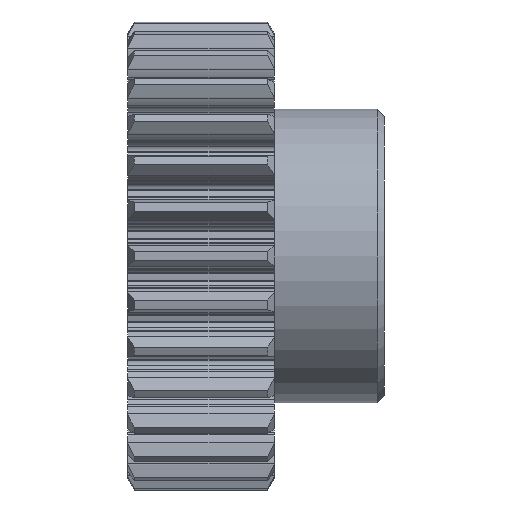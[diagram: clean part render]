
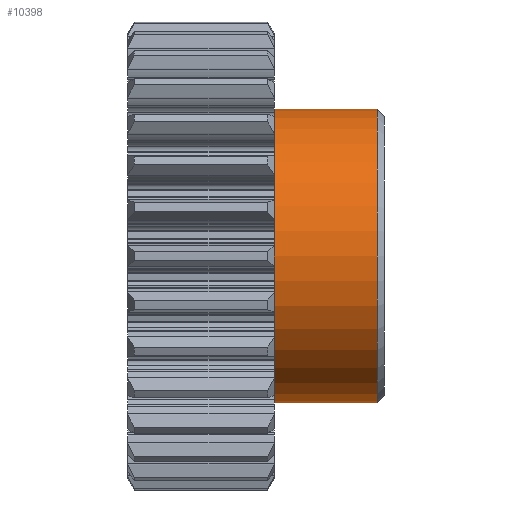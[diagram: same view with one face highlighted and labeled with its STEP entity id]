
A CAD part, front view. The second image highlights one B-rep face of the part: STEP entity #10398.
In plain terms, the highlighted cylindrical face has radius 20 mm (diameter 40 mm), a partial arc.
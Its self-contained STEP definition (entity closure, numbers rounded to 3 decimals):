
#6480=CARTESIAN_POINT('',(20.,0.,20.));
#6481=VERTEX_POINT('',#6480);
#6482=CARTESIAN_POINT('',(20.,-0.,-20.));
#6483=VERTEX_POINT('',#6482);
#6484=CARTESIAN_POINT('',(20.,0.,0.));
#6485=DIRECTION('',(1.,0.,0.));
#6486=DIRECTION('',(0.,0.,-1.));
#6487=AXIS2_PLACEMENT_3D('',#6484,#6485,#6486);
#6488=CIRCLE('',#6487,20.);
#6489=EDGE_CURVE('',#6481,#6483,#6488,.T.);
#10367=CARTESIAN_POINT('',(35.,0.,0.));
#10368=DIRECTION('',(1.,0.,0.));
#10369=DIRECTION('',(0.,0.,-1.));
#10370=AXIS2_PLACEMENT_3D('',#10367,#10368,#10369);
#10371=CYLINDRICAL_SURFACE('',#10370,20.);
#10372=CARTESIAN_POINT('',(34.,0.,20.));
#10373=VERTEX_POINT('',#10372);
#10374=CARTESIAN_POINT('',(34.,0.,20.));
#10375=DIRECTION('',(-1.,-0.,0.));
#10376=VECTOR('',#10375,14.);
#10377=LINE('',#10374,#10376);
#10378=EDGE_CURVE('',#10373,#6481,#10377,.T.);
#10379=ORIENTED_EDGE('',*,*,#10378,.T.);
#10380=ORIENTED_EDGE('',*,*,#6489,.T.);
#10381=CARTESIAN_POINT('',(34.,-0.,-20.));
#10382=VERTEX_POINT('',#10381);
#10383=CARTESIAN_POINT('',(34.,0.,-20.));
#10384=DIRECTION('',(-1.,-0.,0.));
#10385=VECTOR('',#10384,14.);
#10386=LINE('',#10383,#10385);
#10387=EDGE_CURVE('',#10382,#6483,#10386,.T.);
#10388=ORIENTED_EDGE('',*,*,#10387,.F.);
#10389=CARTESIAN_POINT('',(34.,0.,0.));
#10390=DIRECTION('',(1.,0.,0.));
#10391=DIRECTION('',(0.,0.,-1.));
#10392=AXIS2_PLACEMENT_3D('',#10389,#10390,#10391);
#10393=CIRCLE('',#10392,20.);
#10394=EDGE_CURVE('',#10373,#10382,#10393,.T.);
#10395=ORIENTED_EDGE('',*,*,#10394,.F.);
#10396=EDGE_LOOP('',(#10379,#10380,#10388,#10395));
#10397=FACE_BOUND('',#10396,.T.);
#10398=ADVANCED_FACE('',(#10397),#10371,.T.);
